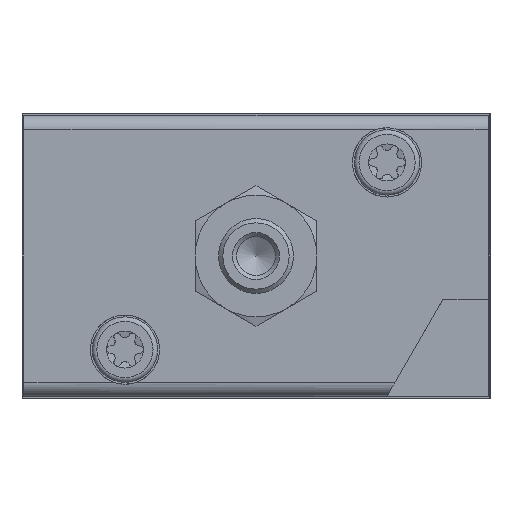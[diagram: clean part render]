
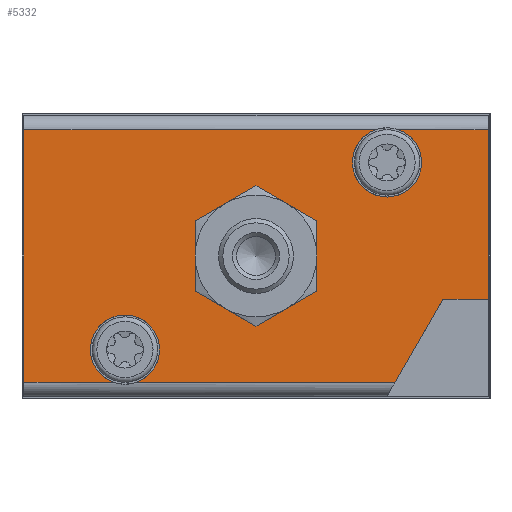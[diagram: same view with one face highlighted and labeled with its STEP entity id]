
A CAD part, left-side view. The second image highlights one B-rep face of the part: STEP entity #5332.
In plain terms, the highlighted planar face has unit normal (-1, 0, 0).
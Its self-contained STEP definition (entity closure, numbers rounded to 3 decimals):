
#30=PLANE('',#5744);
#433=LINE('',#8566,#772);
#435=LINE('',#8574,#774);
#439=LINE('',#8600,#778);
#441=LINE('',#8608,#780);
#452=LINE('',#8725,#791);
#453=LINE('',#8727,#792);
#454=LINE('',#8729,#793);
#455=LINE('',#8731,#794);
#772=VECTOR('',#6393,1000.);
#774=VECTOR('',#6399,1000.);
#778=VECTOR('',#6411,1000.);
#780=VECTOR('',#6417,1000.);
#791=VECTOR('',#6484,1000.);
#792=VECTOR('',#6485,1000.);
#793=VECTOR('',#6486,1000.);
#794=VECTOR('',#6489,1000.);
#1318=ORIENTED_EDGE('',*,*,#2884,.T.);
#1319=ORIENTED_EDGE('',*,*,#2833,.T.);
#1320=ORIENTED_EDGE('',*,*,#2885,.T.);
#1321=ORIENTED_EDGE('',*,*,#2886,.T.);
#1322=ORIENTED_EDGE('',*,*,#2887,.F.);
#1323=ORIENTED_EDGE('',*,*,#2841,.F.);
#1324=ORIENTED_EDGE('',*,*,#2888,.T.);
#1325=ORIENTED_EDGE('',*,*,#2845,.F.);
#1326=ORIENTED_EDGE('',*,*,#2889,.T.);
#1327=ORIENTED_EDGE('',*,*,#2829,.T.);
#1328=ORIENTED_EDGE('',*,*,#2890,.F.);
#1329=ORIENTED_EDGE('',*,*,#2891,.F.);
#1330=ORIENTED_EDGE('',*,*,#2892,.F.);
#1331=ORIENTED_EDGE('',*,*,#2893,.F.);
#1332=ORIENTED_EDGE('',*,*,#2894,.F.);
#1333=ORIENTED_EDGE('',*,*,#2895,.F.);
#2829=EDGE_CURVE('',#3590,#3588,#433,.T.);
#2833=EDGE_CURVE('',#3589,#3593,#435,.T.);
#2841=EDGE_CURVE('',#3600,#3602,#439,.T.);
#2845=EDGE_CURVE('',#3605,#3601,#441,.T.);
#2884=EDGE_CURVE('',#3588,#3589,#4045,.T.);
#2885=EDGE_CURVE('',#3593,#3636,#452,.T.);
#2886=EDGE_CURVE('',#3636,#3637,#453,.T.);
#2887=EDGE_CURVE('',#3602,#3637,#454,.T.);
#2888=EDGE_CURVE('',#3600,#3601,#4046,.T.);
#2889=EDGE_CURVE('',#3605,#3590,#455,.T.);
#2890=EDGE_CURVE('',#3638,#3639,#4047,.F.);
#2891=EDGE_CURVE('',#3640,#3638,#4048,.F.);
#2892=EDGE_CURVE('',#3641,#3640,#4049,.F.);
#2893=EDGE_CURVE('',#3642,#3641,#4050,.F.);
#2894=EDGE_CURVE('',#3643,#3642,#4051,.F.);
#2895=EDGE_CURVE('',#3639,#3643,#4052,.F.);
#3588=VERTEX_POINT('',#8564);
#3589=VERTEX_POINT('',#8565);
#3590=VERTEX_POINT('',#8567);
#3593=VERTEX_POINT('',#8573);
#3600=VERTEX_POINT('',#8598);
#3601=VERTEX_POINT('',#8599);
#3602=VERTEX_POINT('',#8601);
#3605=VERTEX_POINT('',#8607);
#3636=VERTEX_POINT('',#8726);
#3637=VERTEX_POINT('',#8728);
#3638=VERTEX_POINT('',#8733);
#3639=VERTEX_POINT('',#8734);
#3640=VERTEX_POINT('',#8736);
#3641=VERTEX_POINT('',#8738);
#3642=VERTEX_POINT('',#8740);
#3643=VERTEX_POINT('',#8742);
#4045=CIRCLE('',#5745,3.7);
#4046=CIRCLE('',#5746,3.7);
#4047=CIRCLE('',#5747,6.5);
#4048=CIRCLE('',#5748,6.5);
#4049=CIRCLE('',#5749,6.5);
#4050=CIRCLE('',#5750,6.5);
#4051=CIRCLE('',#5751,6.5);
#4052=CIRCLE('',#5752,6.5);
#4308=EDGE_LOOP('',(#1318,#1319,#1320,#1321,#1322,#1323,#1324,#1325,#1326,
#1327));
#4309=EDGE_LOOP('',(#1328,#1329,#1330,#1331,#1332,#1333));
#4759=FACE_BOUND('',#4308,.T.);
#4760=FACE_BOUND('',#4309,.T.);
#5332=ADVANCED_FACE('',(#4759,#4760),#30,.F.);
#5744=AXIS2_PLACEMENT_3D('',#8723,#6480,#6481);
#5745=AXIS2_PLACEMENT_3D('',#8724,#6482,#6483);
#5746=AXIS2_PLACEMENT_3D('',#8730,#6487,#6488);
#5747=AXIS2_PLACEMENT_3D('',#8732,#6490,#6491);
#5748=AXIS2_PLACEMENT_3D('',#8735,#6492,#6493);
#5749=AXIS2_PLACEMENT_3D('',#8737,#6494,#6495);
#5750=AXIS2_PLACEMENT_3D('',#8739,#6496,#6497);
#5751=AXIS2_PLACEMENT_3D('',#8741,#6498,#6499);
#5752=AXIS2_PLACEMENT_3D('',#8743,#6500,#6501);
#6393=DIRECTION('',(0.,-1.,0.));
#6399=DIRECTION('',(0.,-1.,0.));
#6411=DIRECTION('',(0.,-1.,0.));
#6417=DIRECTION('',(0.,-1.,0.));
#6480=DIRECTION('',(1.,0.,0.));
#6481=DIRECTION('',(0.,0.,-1.));
#6482=DIRECTION('',(1.,0.,0.));
#6483=DIRECTION('',(0.,0.,-1.));
#6484=DIRECTION('',(0.,-0.5,0.866));
#6485=DIRECTION('',(0.,-1.,0.));
#6486=DIRECTION('',(0.,0.,-1.));
#6487=DIRECTION('',(1.,0.,0.));
#6488=DIRECTION('',(0.,0.,-1.));
#6489=DIRECTION('',(0.,0.,-1.));
#6490=DIRECTION('',(1.,0.,0.));
#6491=DIRECTION('',(0.,0.,-1.));
#6492=DIRECTION('',(1.,0.,0.));
#6493=DIRECTION('',(0.,0.,-1.));
#6494=DIRECTION('',(1.,0.,0.));
#6495=DIRECTION('',(0.,0.,-1.));
#6496=DIRECTION('',(1.,0.,0.));
#6497=DIRECTION('',(0.,0.,-1.));
#6498=DIRECTION('',(1.,0.,0.));
#6499=DIRECTION('',(0.,0.,-1.));
#6500=DIRECTION('',(1.,0.,0.));
#6501=DIRECTION('',(0.,0.,-1.));
#8564=CARTESIAN_POINT('',(-67.,40.2,-13.5));
#8565=CARTESIAN_POINT('',(-67.,37.8,-13.5));
#8566=CARTESIAN_POINT('',(-67.,50.,-13.5));
#8567=CARTESIAN_POINT('',(-67.,49.8,-13.5));
#8573=CARTESIAN_POINT('',(-67.,10.162,-13.5));
#8574=CARTESIAN_POINT('',(-67.,50.,-13.5));
#8598=CARTESIAN_POINT('',(-67.,9.8,13.5));
#8599=CARTESIAN_POINT('',(-67.,12.2,13.5));
#8600=CARTESIAN_POINT('',(-67.,50.,13.5));
#8601=CARTESIAN_POINT('',(-67.,0.2,13.5));
#8607=CARTESIAN_POINT('',(-67.,49.8,13.5));
#8608=CARTESIAN_POINT('',(-67.,50.,13.5));
#8723=CARTESIAN_POINT('',(-67.,49.8,15.2));
#8724=CARTESIAN_POINT('',(-67.,39.,-10.));
#8725=CARTESIAN_POINT('',(-67.,11.028,-15.));
#8726=CARTESIAN_POINT('',(-67.,5.028,-4.608));
#8727=CARTESIAN_POINT('',(-67.,5.028,-4.608));
#8728=CARTESIAN_POINT('',(-67.,0.2,-4.608));
#8729=CARTESIAN_POINT('',(-67.,0.2,15.2));
#8730=CARTESIAN_POINT('',(-67.,11.,10.));
#8731=CARTESIAN_POINT('',(-67.,49.8,15.2));
#8732=CARTESIAN_POINT('',(-67.,25.,0.));
#8733=CARTESIAN_POINT('',(-67.,18.5,0.));
#8734=CARTESIAN_POINT('',(-67.,21.75,5.629));
#8735=CARTESIAN_POINT('',(-67.,25.,0.));
#8736=CARTESIAN_POINT('',(-67.,21.75,-5.629));
#8737=CARTESIAN_POINT('',(-67.,25.,0.));
#8738=CARTESIAN_POINT('',(-67.,28.25,-5.629));
#8739=CARTESIAN_POINT('',(-67.,25.,0.));
#8740=CARTESIAN_POINT('',(-67.,31.5,0.));
#8741=CARTESIAN_POINT('',(-67.,25.,0.));
#8742=CARTESIAN_POINT('',(-67.,28.25,5.629));
#8743=CARTESIAN_POINT('',(-67.,25.,0.));
